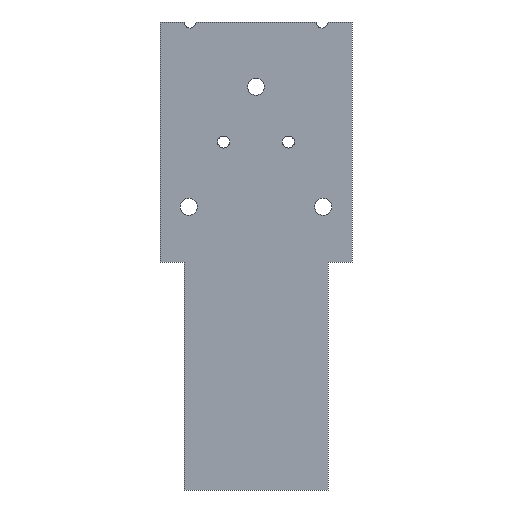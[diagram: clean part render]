
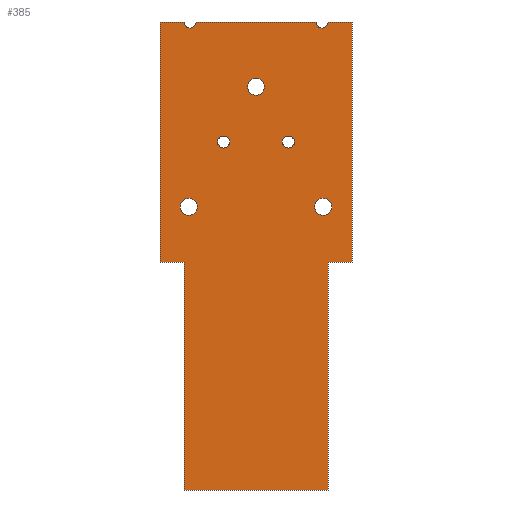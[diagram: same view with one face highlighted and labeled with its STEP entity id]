
A CAD part, front view. The second image highlights one B-rep face of the part: STEP entity #385.
In plain terms, the highlighted planar face has unit normal (0, -1, 0).
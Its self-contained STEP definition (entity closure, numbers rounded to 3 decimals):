
#20=FACE_BOUND('',#89,.T.);
#21=FACE_BOUND('',#90,.T.);
#22=FACE_BOUND('',#91,.T.);
#23=FACE_BOUND('',#92,.T.);
#24=FACE_BOUND('',#93,.T.);
#26=CIRCLE('',#407,3.5);
#28=CIRCLE('',#410,3.5);
#30=CIRCLE('',#413,3.5);
#31=CIRCLE('',#415,2.5);
#34=CIRCLE('',#419,2.5);
#35=CIRCLE('',#421,2.5);
#38=CIRCLE('',#425,2.5);
#64=FACE_OUTER_BOUND('',#88,.T.);
#88=EDGE_LOOP('',(#338,#339,#340,#341,#342,#343,#344,#345,#346,#347,#348,
#349));
#89=EDGE_LOOP('',(#350));
#90=EDGE_LOOP('',(#351));
#91=EDGE_LOOP('',(#352));
#92=EDGE_LOOP('',(#353));
#93=EDGE_LOOP('',(#354));
#95=LINE('',#544,#132);
#101=LINE('',#556,#138);
#102=LINE('',#558,#139);
#106=LINE('',#565,#143);
#107=LINE('',#568,#144);
#121=LINE('',#625,#158);
#122=LINE('',#628,#159);
#126=LINE('',#634,#163);
#129=LINE('',#639,#166);
#130=LINE('',#641,#167);
#132=VECTOR('',#438,10.);
#138=VECTOR('',#446,10.);
#139=VECTOR('',#449,10.);
#143=VECTOR('',#455,10.);
#144=VECTOR('',#458,10.);
#158=VECTOR('',#516,10.);
#159=VECTOR('',#519,10.);
#163=VECTOR('',#525,10.);
#166=VECTOR('',#532,10.);
#167=VECTOR('',#535,10.);
#168=VERTEX_POINT('',#540);
#170=VERTEX_POINT('',#543);
#173=VERTEX_POINT('',#550);
#175=VERTEX_POINT('',#554);
#177=VERTEX_POINT('',#563);
#178=VERTEX_POINT('',#567);
#181=VERTEX_POINT('',#575);
#183=VERTEX_POINT('',#581);
#185=VERTEX_POINT('',#587);
#186=VERTEX_POINT('',#591);
#187=VERTEX_POINT('',#592);
#191=VERTEX_POINT('',#602);
#192=VERTEX_POINT('',#606);
#193=VERTEX_POINT('',#607);
#197=VERTEX_POINT('',#617);
#199=VERTEX_POINT('',#623);
#200=VERTEX_POINT('',#627);
#203=EDGE_CURVE('',#168,#170,#95,.T.);
#209=EDGE_CURVE('',#173,#175,#101,.T.);
#210=EDGE_CURVE('',#170,#175,#102,.T.);
#214=EDGE_CURVE('',#168,#177,#106,.T.);
#215=EDGE_CURVE('',#178,#173,#107,.T.);
#220=EDGE_CURVE('',#181,#181,#26,.T.);
#223=EDGE_CURVE('',#183,#183,#28,.T.);
#226=EDGE_CURVE('',#185,#185,#30,.T.);
#227=EDGE_CURVE('',#186,#187,#31,.T.);
#233=EDGE_CURVE('',#191,#191,#34,.T.);
#234=EDGE_CURVE('',#192,#193,#35,.T.);
#240=EDGE_CURVE('',#197,#197,#38,.T.);
#243=EDGE_CURVE('',#193,#199,#121,.T.);
#244=EDGE_CURVE('',#200,#186,#122,.T.);
#248=EDGE_CURVE('',#187,#192,#126,.T.);
#251=EDGE_CURVE('',#177,#200,#129,.T.);
#252=EDGE_CURVE('',#199,#178,#130,.T.);
#338=ORIENTED_EDGE('',*,*,#227,.T.);
#339=ORIENTED_EDGE('',*,*,#248,.T.);
#340=ORIENTED_EDGE('',*,*,#234,.T.);
#341=ORIENTED_EDGE('',*,*,#243,.T.);
#342=ORIENTED_EDGE('',*,*,#252,.T.);
#343=ORIENTED_EDGE('',*,*,#215,.T.);
#344=ORIENTED_EDGE('',*,*,#209,.T.);
#345=ORIENTED_EDGE('',*,*,#210,.F.);
#346=ORIENTED_EDGE('',*,*,#203,.F.);
#347=ORIENTED_EDGE('',*,*,#214,.T.);
#348=ORIENTED_EDGE('',*,*,#251,.T.);
#349=ORIENTED_EDGE('',*,*,#244,.T.);
#350=ORIENTED_EDGE('',*,*,#220,.T.);
#351=ORIENTED_EDGE('',*,*,#223,.T.);
#352=ORIENTED_EDGE('',*,*,#226,.T.);
#353=ORIENTED_EDGE('',*,*,#233,.T.);
#354=ORIENTED_EDGE('',*,*,#240,.T.);
#366=PLANE('',#432);
#385=ADVANCED_FACE('',(#64,#20,#21,#22,#23,#24),#366,.F.);
#407=AXIS2_PLACEMENT_3D('',#577,#466,#467);
#410=AXIS2_PLACEMENT_3D('',#583,#473,#474);
#413=AXIS2_PLACEMENT_3D('',#589,#480,#481);
#415=AXIS2_PLACEMENT_3D('',#593,#484,#485);
#419=AXIS2_PLACEMENT_3D('',#604,#495,#496);
#421=AXIS2_PLACEMENT_3D('',#608,#499,#500);
#425=AXIS2_PLACEMENT_3D('',#619,#510,#511);
#432=AXIS2_PLACEMENT_3D('',#642,#536,#537);
#438=DIRECTION('',(0.,0.,-1.));
#446=DIRECTION('',(0.,0.,-1.));
#449=DIRECTION('',(-1.,0.,0.));
#455=DIRECTION('',(1.,0.,0.));
#458=DIRECTION('',(1.,0.,0.));
#466=DIRECTION('center_axis',(0.,1.,0.));
#467=DIRECTION('ref_axis',(-1.,0.,0.));
#473=DIRECTION('center_axis',(0.,1.,0.));
#474=DIRECTION('ref_axis',(-1.,0.,0.));
#480=DIRECTION('center_axis',(0.,1.,0.));
#481=DIRECTION('ref_axis',(-1.,0.,0.));
#484=DIRECTION('center_axis',(0.,1.,0.));
#485=DIRECTION('ref_axis',(-1.,0.,0.));
#495=DIRECTION('center_axis',(0.,1.,0.));
#496=DIRECTION('ref_axis',(-1.,0.,0.));
#499=DIRECTION('center_axis',(0.,1.,0.));
#500=DIRECTION('ref_axis',(-1.,0.,0.));
#510=DIRECTION('center_axis',(0.,1.,0.));
#511=DIRECTION('ref_axis',(-1.,0.,0.));
#516=DIRECTION('',(-1.,0.,0.));
#519=DIRECTION('',(-1.,0.,0.));
#525=DIRECTION('',(-1.,0.,0.));
#532=DIRECTION('',(0.,0.,1.));
#535=DIRECTION('',(0.,0.,-1.));
#536=DIRECTION('center_axis',(0.,1.,0.));
#537=DIRECTION('ref_axis',(1.,0.,0.));
#540=CARTESIAN_POINT('',(30.,0.,-50.));
#543=CARTESIAN_POINT('',(30.,0.,-145.));
#544=CARTESIAN_POINT('',(30.,0.,-50.));
#550=CARTESIAN_POINT('',(-30.,0.,-50.));
#554=CARTESIAN_POINT('',(-30.,0.,-145.));
#556=CARTESIAN_POINT('',(-30.,0.,-50.));
#558=CARTESIAN_POINT('',(-30.,0.,-145.));
#563=CARTESIAN_POINT('',(40.,0.,-50.));
#565=CARTESIAN_POINT('',(-40.,0.,-50.));
#567=CARTESIAN_POINT('',(-40.,0.,-50.));
#568=CARTESIAN_POINT('',(-40.,0.,-50.));
#575=CARTESIAN_POINT('',(-24.5,0.,-27.));
#577=CARTESIAN_POINT('Origin',(-28.,0.,-27.));
#581=CARTESIAN_POINT('',(31.5,0.,-27.));
#583=CARTESIAN_POINT('Origin',(28.,0.,-27.));
#587=CARTESIAN_POINT('',(3.5,0.,23.));
#589=CARTESIAN_POINT('Origin',(0.,0.,23.));
#591=CARTESIAN_POINT('',(30.,0.,50.));
#592=CARTESIAN_POINT('',(25.,0.,50.));
#593=CARTESIAN_POINT('Origin',(27.5,0.,50.));
#602=CARTESIAN_POINT('',(-11.,0.,0.));
#604=CARTESIAN_POINT('Origin',(-13.5,0.,0.));
#606=CARTESIAN_POINT('',(-25.,0.,50.));
#607=CARTESIAN_POINT('',(-30.,0.,50.));
#608=CARTESIAN_POINT('Origin',(-27.5,0.,50.));
#617=CARTESIAN_POINT('',(16.,0.,0.));
#619=CARTESIAN_POINT('Origin',(13.5,0.,0.));
#623=CARTESIAN_POINT('',(-40.,0.,50.));
#625=CARTESIAN_POINT('',(40.,0.,50.));
#627=CARTESIAN_POINT('',(40.,0.,50.));
#628=CARTESIAN_POINT('',(40.,0.,50.));
#634=CARTESIAN_POINT('',(40.,0.,50.));
#639=CARTESIAN_POINT('',(40.,0.,-50.));
#641=CARTESIAN_POINT('',(-40.,0.,50.));
#642=CARTESIAN_POINT('Origin',(0.,0.,0.));
